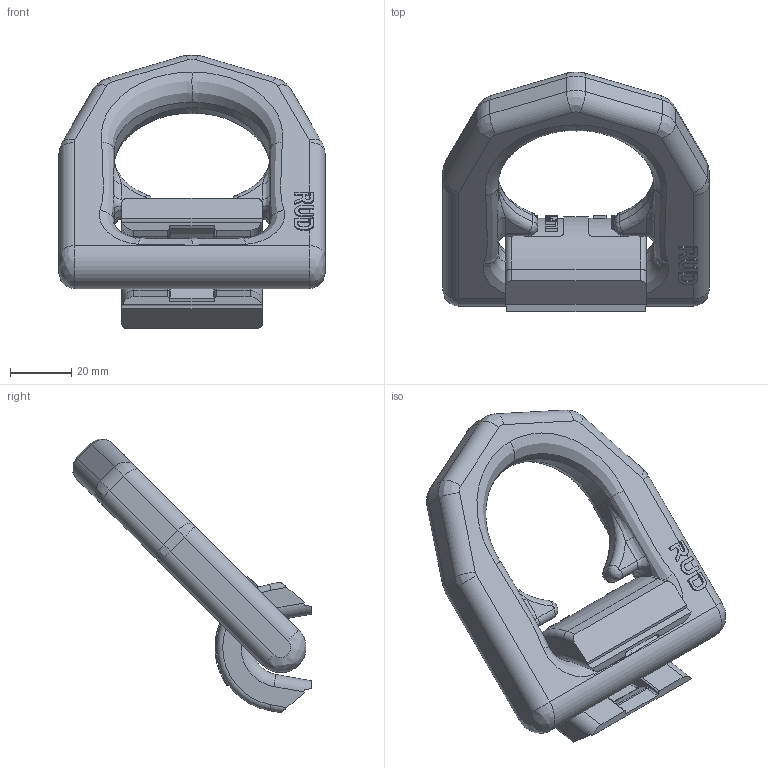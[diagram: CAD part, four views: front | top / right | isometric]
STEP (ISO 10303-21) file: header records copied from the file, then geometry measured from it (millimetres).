
FILE_DESCRIPTION((''),'2;1');
FILE_NAME('001-M31849-P7_ASM','2017-10-17T',('anja.joas'),(''),'PRO/ENGINEER BY PARAMETRIC TECHNOLOGY CORPORATION, 2011490','PRO/ENGINEER BY PARAMETRIC TECHNOLOGY CORPORATION, 2011490','');
FILE_SCHEMA(('CONFIG_CONTROL_DESIGN'));
Length unit declared in the file: millimetre
Products named in the file (3): 001-M31849-P5; 001-M34885-P1; 001-M31849-P7_ASM
Assembly tree (2 placements, depth 2):
  001-M31849-P7_ASM
    001-M31849-P5
    001-M34885-P1
Bounding box: 87 x 78.06 x 89.39 mm (x, y, z)
Volume: 98088.2 mm3; surface area: 24844.6 mm2
Topology: 2 solids, 2 shells, 728 faces, 1993 edges, 1296 vertices
Faces by surface type: plane 553, cylinder 103, bspline 50, torus 22
Entity records: 36004 total; most frequent: CARTESIAN_POINT 18991, ORIENTED_EDGE 3986, DIRECTION 2877, EDGE_CURVE 1993, VERTEX_POINT 1296, AXIS2_PLACEMENT_3D 1009, VECTOR 859, LINE 859
